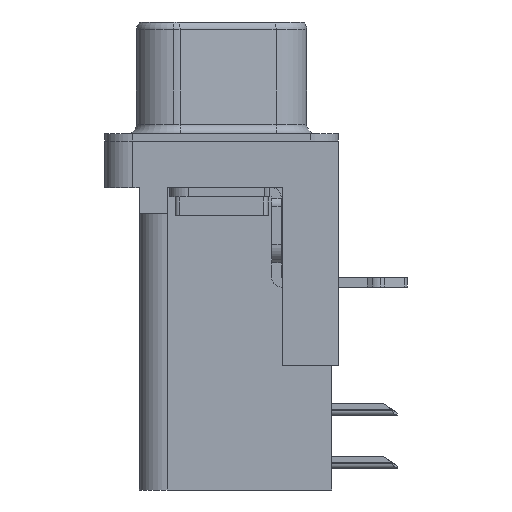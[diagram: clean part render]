
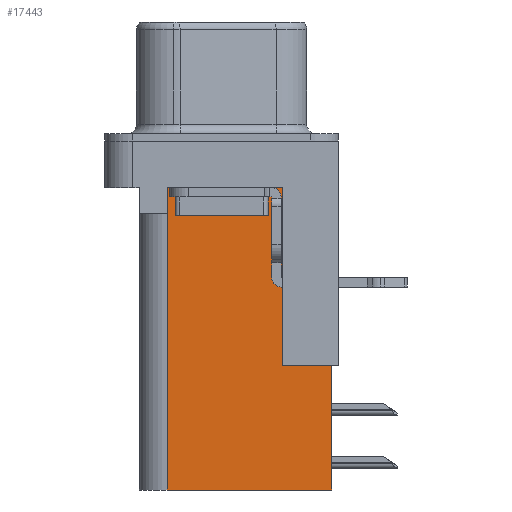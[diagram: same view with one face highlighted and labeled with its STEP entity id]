
A CAD part, left-side view. The second image highlights one B-rep face of the part: STEP entity #17443.
In plain terms, the highlighted planar face has unit normal (-1, 0, 0).
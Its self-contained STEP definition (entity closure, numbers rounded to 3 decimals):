
#444 = CARTESIAN_POINT ( 'NONE',  ( 3.79, -3.295, -12.05 ) ) ;
#778 = LINE ( 'NONE', #5383, #20770 ) ;
#1203 = VECTOR ( 'NONE', #7128, 1000. ) ;
#1490 = DIRECTION ( 'NONE',  ( 0., 0., -1. ) ) ;
#1865 = LINE ( 'NONE', #23316, #1203 ) ;
#2280 = EDGE_CURVE ( 'NONE', #5221, #25505, #7631, .T. ) ;
#2377 = VECTOR ( 'NONE', #7119, 1000. ) ;
#2556 = EDGE_LOOP ( 'NONE', ( #12917, #3515, #10075, #14599, #4494, #26118, #4513, #15318 ) ) ;
#2569 = CARTESIAN_POINT ( 'NONE',  ( 3.79, 2.925, -18.76 ) ) ;
#2955 = VERTEX_POINT ( 'NONE', #22777 ) ;
#3205 = CARTESIAN_POINT ( 'NONE',  ( 3.79, -5.925, -12.05 ) ) ;
#3356 = EDGE_CURVE ( 'NONE', #8748, #14498, #1865, .T. ) ;
#3515 = ORIENTED_EDGE ( 'NONE', *, *, #16985, .T. ) ;
#4494 = ORIENTED_EDGE ( 'NONE', *, *, #21351, .F. ) ;
#4513 = ORIENTED_EDGE ( 'NONE', *, *, #11938, .T. ) ;
#4766 = EDGE_CURVE ( 'NONE', #7966, #25505, #778, .T. ) ;
#4879 = CARTESIAN_POINT ( 'NONE',  ( 3.79, -3.295, -2.5 ) ) ;
#5221 = VERTEX_POINT ( 'NONE', #2569 ) ;
#5383 = CARTESIAN_POINT ( 'NONE',  ( 3.79, 0., -3.9 ) ) ;
#6627 = CARTESIAN_POINT ( 'NONE',  ( 3.79, -3.295, -18.76 ) ) ;
#6694 = VECTOR ( 'NONE', #15753, 1000. ) ;
#6808 = VERTEX_POINT ( 'NONE', #444 ) ;
#7119 = DIRECTION ( 'NONE',  ( 0., 1., 0. ) ) ;
#7128 = DIRECTION ( 'NONE',  ( 0., 1., 0. ) ) ;
#7392 = LINE ( 'NONE', #19828, #2377 ) ;
#7551 = DIRECTION ( 'NONE',  ( 0., 1., 0. ) ) ;
#7631 = LINE ( 'NONE', #14291, #23926 ) ;
#7966 = VERTEX_POINT ( 'NONE', #19464 ) ;
#8748 = VERTEX_POINT ( 'NONE', #4879 ) ;
#8937 = VERTEX_POINT ( 'NONE', #3205 ) ;
#10075 = ORIENTED_EDGE ( 'NONE', *, *, #4766, .T. ) ;
#10916 = DIRECTION ( 'NONE',  ( 1., 0., 0. ) ) ;
#11938 = EDGE_CURVE ( 'NONE', #8937, #6808, #26217, .T. ) ;
#12917 = ORIENTED_EDGE ( 'NONE', *, *, #3356, .T. ) ;
#14070 = AXIS2_PLACEMENT_3D ( 'NONE', #6627, #10916, #25768 ) ;
#14291 = CARTESIAN_POINT ( 'NONE',  ( 3.79, 2.925, -18.76 ) ) ;
#14498 = VERTEX_POINT ( 'NONE', #14877 ) ;
#14599 = ORIENTED_EDGE ( 'NONE', *, *, #2280, .F. ) ;
#14796 = VECTOR ( 'NONE', #1490, 1000. ) ;
#14877 = CARTESIAN_POINT ( 'NONE',  ( 3.79, 2.895, -2.5 ) ) ;
#15108 = PLANE ( 'NONE',  #14070 ) ;
#15318 = ORIENTED_EDGE ( 'NONE', *, *, #18100, .T. ) ;
#15753 = DIRECTION ( 'NONE',  ( 0., 0., 1. ) ) ;
#16985 = EDGE_CURVE ( 'NONE', #14498, #7966, #18700, .T. ) ;
#17027 = FACE_OUTER_BOUND ( 'NONE', #2556, .T. ) ;
#17321 = LINE ( 'NONE', #24327, #6694 ) ;
#17443 = ADVANCED_FACE ( 'NONE', ( #17027 ), #15108, .F. ) ;
#18048 = VECTOR ( 'NONE', #26545, 1000. ) ;
#18100 = EDGE_CURVE ( 'NONE', #6808, #8748, #17321, .T. ) ;
#18700 = LINE ( 'NONE', #24443, #18048 ) ;
#19464 = CARTESIAN_POINT ( 'NONE',  ( 3.79, 2.895, -3.9 ) ) ;
#19828 = CARTESIAN_POINT ( 'NONE',  ( 3.79, -3.295, -18.76 ) ) ;
#20413 = LINE ( 'NONE', #20573, #14796 ) ;
#20571 = VECTOR ( 'NONE', #26744, 1000. ) ;
#20573 = CARTESIAN_POINT ( 'NONE',  ( 3.79, -5.925, -2. ) ) ;
#20770 = VECTOR ( 'NONE', #7551, 1000. ) ;
#21351 = EDGE_CURVE ( 'NONE', #2955, #5221, #7392, .T. ) ;
#22777 = CARTESIAN_POINT ( 'NONE',  ( 3.79, -5.925, -18.76 ) ) ;
#23316 = CARTESIAN_POINT ( 'NONE',  ( 3.79, -3.295, -2.5 ) ) ;
#23926 = VECTOR ( 'NONE', #27296, 1000. ) ;
#24327 = CARTESIAN_POINT ( 'NONE',  ( 3.79, -3.295, -18.76 ) ) ;
#24443 = CARTESIAN_POINT ( 'NONE',  ( 3.79, 2.895, -3.9 ) ) ;
#24549 = CARTESIAN_POINT ( 'NONE',  ( 3.79, -6.295, -12.05 ) ) ;
#24800 = CARTESIAN_POINT ( 'NONE',  ( 3.79, 2.925, -3.9 ) ) ;
#25505 = VERTEX_POINT ( 'NONE', #24800 ) ;
#25768 = DIRECTION ( 'NONE',  ( 0., 1., 0. ) ) ;
#26118 = ORIENTED_EDGE ( 'NONE', *, *, #26134, .F. ) ;
#26134 = EDGE_CURVE ( 'NONE', #8937, #2955, #20413, .T. ) ;
#26217 = LINE ( 'NONE', #24549, #20571 ) ;
#26545 = DIRECTION ( 'NONE',  ( 0., 0., -1. ) ) ;
#26744 = DIRECTION ( 'NONE',  ( 0., 1., 0. ) ) ;
#27296 = DIRECTION ( 'NONE',  ( 0., 0., 1. ) ) ;
